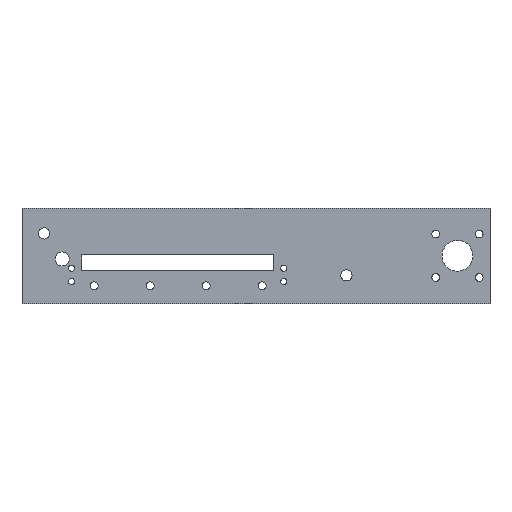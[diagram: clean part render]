
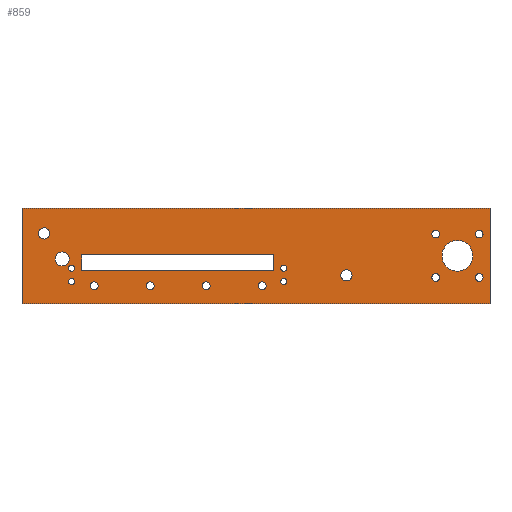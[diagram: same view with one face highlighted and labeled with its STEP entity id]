
A CAD part, top view. The second image highlights one B-rep face of the part: STEP entity #859.
In plain terms, the highlighted planar face has unit normal (0, 0, 1).
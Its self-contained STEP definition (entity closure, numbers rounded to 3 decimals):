
#273 = VERTEX_POINT('',#274);
#274 = CARTESIAN_POINT('',(200.,31.52,3.));
#280 = EDGE_CURVE('',#281,#273,#283,.T.);
#281 = VERTEX_POINT('',#282);
#282 = CARTESIAN_POINT('',(-134.246,31.52,3.));
#283 = LINE('',#284,#285);
#284 = CARTESIAN_POINT('',(100.,31.52,3.));
#285 = VECTOR('',#286,1.);
#286 = DIRECTION('',(1.,0.,0.));
#304 = VERTEX_POINT('',#305);
#305 = CARTESIAN_POINT('',(200.,100.,3.));
#311 = EDGE_CURVE('',#304,#273,#312,.T.);
#312 = LINE('',#313,#314);
#313 = CARTESIAN_POINT('',(200.,100.,3.));
#314 = VECTOR('',#315,1.);
#315 = DIRECTION('',(0.,-1.,0.));
#328 = EDGE_CURVE('',#329,#281,#331,.T.);
#329 = VERTEX_POINT('',#330);
#330 = CARTESIAN_POINT('',(-134.246,100.,3.));
#331 = LINE('',#332,#333);
#332 = CARTESIAN_POINT('',(-134.246,15.76,3.));
#333 = VECTOR('',#334,1.);
#334 = DIRECTION('',(0.,-1.,0.));
#352 = EDGE_CURVE('',#329,#304,#353,.T.);
#353 = LINE('',#354,#355);
#354 = CARTESIAN_POINT('',(-200.,100.,3.));
#355 = VECTOR('',#356,1.);
#356 = DIRECTION('',(1.,0.,0.));
#367 = EDGE_CURVE('',#368,#368,#370,.T.);
#368 = VERTEX_POINT('',#369);
#369 = CARTESIAN_POINT('',(-79.907,44.498,3.));
#370 = CIRCLE('',#371,2.75);
#371 = AXIS2_PLACEMENT_3D('',#372,#373,#374);
#372 = CARTESIAN_POINT('',(-82.657,44.498,3.));
#373 = DIRECTION('',(0.,0.,1.));
#374 = DIRECTION('',(1.,0.,0.));
#394 = VERTEX_POINT('',#395);
#395 = CARTESIAN_POINT('',(-96.604,47.491,3.));
#401 = EDGE_CURVE('',#394,#394,#402,.T.);
#402 = CIRCLE('',#403,2.2);
#403 = AXIS2_PLACEMENT_3D('',#404,#405,#406);
#404 = CARTESIAN_POINT('',(-98.804,47.491,3.));
#405 = DIRECTION('',(0.,0.,-1.));
#406 = DIRECTION('',(1.,0.,0.));
#417 = EDGE_CURVE('',#418,#418,#420,.T.);
#418 = VERTEX_POINT('',#419);
#419 = CARTESIAN_POINT('',(-39.907,44.498,3.));
#420 = CIRCLE('',#421,2.75);
#421 = AXIS2_PLACEMENT_3D('',#422,#423,#424);
#422 = CARTESIAN_POINT('',(-42.657,44.498,3.));
#423 = DIRECTION('',(0.,0.,1.));
#424 = DIRECTION('',(1.,0.,0.));
#442 = EDGE_CURVE('',#443,#443,#445,.T.);
#443 = VERTEX_POINT('',#444);
#444 = CARTESIAN_POINT('',(0.093,44.498,3.));
#445 = CIRCLE('',#446,2.75);
#446 = AXIS2_PLACEMENT_3D('',#447,#448,#449);
#447 = CARTESIAN_POINT('',(-2.657,44.498,3.));
#448 = DIRECTION('',(0.,0.,1.));
#449 = DIRECTION('',(1.,0.,0.));
#469 = VERTEX_POINT('',#470);
#470 = CARTESIAN_POINT('',(-96.604,56.991,3.));
#476 = EDGE_CURVE('',#469,#469,#477,.T.);
#477 = CIRCLE('',#478,2.2);
#478 = AXIS2_PLACEMENT_3D('',#479,#480,#481);
#479 = CARTESIAN_POINT('',(-98.804,56.991,3.));
#480 = DIRECTION('',(0.,0.,-1.));
#481 = DIRECTION('',(1.,0.,0.));
#492 = EDGE_CURVE('',#493,#493,#495,.T.);
#493 = VERTEX_POINT('',#494);
#494 = CARTESIAN_POINT('',(-100.541,63.654,3.));
#495 = CIRCLE('',#496,5.);
#496 = AXIS2_PLACEMENT_3D('',#497,#498,#499);
#497 = CARTESIAN_POINT('',(-105.541,63.654,3.));
#498 = DIRECTION('',(0.,0.,1.));
#499 = DIRECTION('',(1.,0.,0.));
#517 = EDGE_CURVE('',#518,#520,#522,.T.);
#518 = VERTEX_POINT('',#519);
#519 = CARTESIAN_POINT('',(-91.622,55.36,3.));
#520 = VERTEX_POINT('',#521);
#521 = CARTESIAN_POINT('',(-91.622,66.572,3.));
#522 = LINE('',#523,#524);
#523 = CARTESIAN_POINT('',(-91.622,55.36,3.));
#524 = VECTOR('',#525,1.);
#525 = DIRECTION('',(0.,1.,0.));
#548 = EDGE_CURVE('',#549,#518,#551,.T.);
#549 = VERTEX_POINT('',#550);
#550 = CARTESIAN_POINT('',(45.541,55.36,3.));
#551 = LINE('',#552,#553);
#552 = CARTESIAN_POINT('',(45.541,55.36,3.));
#553 = VECTOR('',#554,1.);
#554 = DIRECTION('',(-1.,0.,0.));
#572 = EDGE_CURVE('',#520,#573,#575,.T.);
#573 = VERTEX_POINT('',#574);
#574 = CARTESIAN_POINT('',(45.541,66.572,3.));
#575 = LINE('',#576,#577);
#576 = CARTESIAN_POINT('',(-91.622,66.572,3.));
#577 = VECTOR('',#578,1.);
#578 = DIRECTION('',(1.,0.,0.));
#596 = EDGE_CURVE('',#573,#549,#597,.T.);
#597 = LINE('',#598,#599);
#598 = CARTESIAN_POINT('',(45.541,66.572,3.));
#599 = VECTOR('',#600,1.);
#600 = DIRECTION('',(0.,-1.,0.));
#613 = EDGE_CURVE('',#614,#614,#616,.T.);
#614 = VERTEX_POINT('',#615);
#615 = CARTESIAN_POINT('',(40.093,44.498,3.));
#616 = CIRCLE('',#617,2.75);
#617 = AXIS2_PLACEMENT_3D('',#618,#619,#620);
#618 = CARTESIAN_POINT('',(37.343,44.498,3.));
#619 = DIRECTION('',(0.,0.,1.));
#620 = DIRECTION('',(1.,0.,0.));
#640 = VERTEX_POINT('',#641);
#641 = CARTESIAN_POINT('',(54.896,47.491,3.));
#647 = EDGE_CURVE('',#640,#640,#648,.T.);
#648 = CIRCLE('',#649,2.2);
#649 = AXIS2_PLACEMENT_3D('',#650,#651,#652);
#650 = CARTESIAN_POINT('',(52.696,47.491,3.));
#651 = DIRECTION('',(0.,0.,-1.));
#652 = DIRECTION('',(1.,0.,0.));
#663 = EDGE_CURVE('',#664,#664,#666,.T.);
#664 = VERTEX_POINT('',#665);
#665 = CARTESIAN_POINT('',(101.473,51.955,3.));
#666 = CIRCLE('',#667,4.);
#667 = AXIS2_PLACEMENT_3D('',#668,#669,#670);
#668 = CARTESIAN_POINT('',(97.473,51.955,3.));
#669 = DIRECTION('',(0.,0.,1.));
#670 = DIRECTION('',(1.,0.,0.));
#688 = EDGE_CURVE('',#689,#689,#691,.T.);
#689 = VERTEX_POINT('',#690);
#690 = CARTESIAN_POINT('',(164.014,50.421,3.));
#691 = CIRCLE('',#692,2.75);
#692 = AXIS2_PLACEMENT_3D('',#693,#694,#695);
#693 = CARTESIAN_POINT('',(161.264,50.421,3.));
#694 = DIRECTION('',(0.,0.,1.));
#695 = DIRECTION('',(1.,0.,0.));
#713 = EDGE_CURVE('',#714,#714,#716,.T.);
#714 = VERTEX_POINT('',#715);
#715 = CARTESIAN_POINT('',(195.014,50.421,3.));
#716 = CIRCLE('',#717,2.75);
#717 = AXIS2_PLACEMENT_3D('',#718,#719,#720);
#718 = CARTESIAN_POINT('',(192.264,50.421,3.));
#719 = DIRECTION('',(0.,0.,1.));
#720 = DIRECTION('',(1.,0.,0.));
#740 = VERTEX_POINT('',#741);
#741 = CARTESIAN_POINT('',(54.896,56.991,3.));
#747 = EDGE_CURVE('',#740,#740,#748,.T.);
#748 = CIRCLE('',#749,2.2);
#749 = AXIS2_PLACEMENT_3D('',#750,#751,#752);
#750 = CARTESIAN_POINT('',(52.696,56.991,3.));
#751 = DIRECTION('',(0.,0.,-1.));
#752 = DIRECTION('',(1.,0.,0.));
#763 = EDGE_CURVE('',#764,#764,#766,.T.);
#764 = VERTEX_POINT('',#765);
#765 = CARTESIAN_POINT('',(-114.465,81.863,3.));
#766 = CIRCLE('',#767,4.);
#767 = AXIS2_PLACEMENT_3D('',#768,#769,#770);
#768 = CARTESIAN_POINT('',(-118.465,81.863,3.));
#769 = DIRECTION('',(0.,0.,1.));
#770 = DIRECTION('',(1.,0.,0.));
#788 = EDGE_CURVE('',#789,#789,#791,.T.);
#789 = VERTEX_POINT('',#790);
#790 = CARTESIAN_POINT('',(187.764,65.921,3.));
#791 = CIRCLE('',#792,11.);
#792 = AXIS2_PLACEMENT_3D('',#793,#794,#795);
#793 = CARTESIAN_POINT('',(176.764,65.921,3.));
#794 = DIRECTION('',(0.,0.,1.));
#795 = DIRECTION('',(1.,0.,0.));
#813 = EDGE_CURVE('',#814,#814,#816,.T.);
#814 = VERTEX_POINT('',#815);
#815 = CARTESIAN_POINT('',(164.014,81.421,3.));
#816 = CIRCLE('',#817,2.75);
#817 = AXIS2_PLACEMENT_3D('',#818,#819,#820);
#818 = CARTESIAN_POINT('',(161.264,81.421,3.));
#819 = DIRECTION('',(0.,0.,1.));
#820 = DIRECTION('',(1.,0.,0.));
#838 = EDGE_CURVE('',#839,#839,#841,.T.);
#839 = VERTEX_POINT('',#840);
#840 = CARTESIAN_POINT('',(195.014,81.421,3.));
#841 = CIRCLE('',#842,2.75);
#842 = AXIS2_PLACEMENT_3D('',#843,#844,#845);
#843 = CARTESIAN_POINT('',(192.264,81.421,3.));
#844 = DIRECTION('',(0.,0.,1.));
#845 = DIRECTION('',(1.,0.,0.));
#859 = ADVANCED_FACE('',(#860,#866,#869,#872,#875,#878,#881,#884,#890,
    #893,#896,#899,#902,#905,#908,#911,#914,#917),#920,.T.);
#860 = FACE_BOUND('',#861,.T.);
#861 = EDGE_LOOP('',(#862,#863,#864,#865));
#862 = ORIENTED_EDGE('',*,*,#280,.T.);
#863 = ORIENTED_EDGE('',*,*,#311,.F.);
#864 = ORIENTED_EDGE('',*,*,#352,.F.);
#865 = ORIENTED_EDGE('',*,*,#328,.T.);
#866 = FACE_BOUND('',#867,.T.);
#867 = EDGE_LOOP('',(#868));
#868 = ORIENTED_EDGE('',*,*,#367,.F.);
#869 = FACE_BOUND('',#870,.T.);
#870 = EDGE_LOOP('',(#871));
#871 = ORIENTED_EDGE('',*,*,#401,.T.);
#872 = FACE_BOUND('',#873,.T.);
#873 = EDGE_LOOP('',(#874));
#874 = ORIENTED_EDGE('',*,*,#417,.F.);
#875 = FACE_BOUND('',#876,.T.);
#876 = EDGE_LOOP('',(#877));
#877 = ORIENTED_EDGE('',*,*,#442,.F.);
#878 = FACE_BOUND('',#879,.T.);
#879 = EDGE_LOOP('',(#880));
#880 = ORIENTED_EDGE('',*,*,#476,.T.);
#881 = FACE_BOUND('',#882,.T.);
#882 = EDGE_LOOP('',(#883));
#883 = ORIENTED_EDGE('',*,*,#492,.F.);
#884 = FACE_BOUND('',#885,.T.);
#885 = EDGE_LOOP('',(#886,#887,#888,#889));
#886 = ORIENTED_EDGE('',*,*,#517,.T.);
#887 = ORIENTED_EDGE('',*,*,#572,.T.);
#888 = ORIENTED_EDGE('',*,*,#596,.T.);
#889 = ORIENTED_EDGE('',*,*,#548,.T.);
#890 = FACE_BOUND('',#891,.T.);
#891 = EDGE_LOOP('',(#892));
#892 = ORIENTED_EDGE('',*,*,#613,.F.);
#893 = FACE_BOUND('',#894,.T.);
#894 = EDGE_LOOP('',(#895));
#895 = ORIENTED_EDGE('',*,*,#647,.T.);
#896 = FACE_BOUND('',#897,.T.);
#897 = EDGE_LOOP('',(#898));
#898 = ORIENTED_EDGE('',*,*,#663,.F.);
#899 = FACE_BOUND('',#900,.T.);
#900 = EDGE_LOOP('',(#901));
#901 = ORIENTED_EDGE('',*,*,#688,.F.);
#902 = FACE_BOUND('',#903,.T.);
#903 = EDGE_LOOP('',(#904));
#904 = ORIENTED_EDGE('',*,*,#713,.F.);
#905 = FACE_BOUND('',#906,.T.);
#906 = EDGE_LOOP('',(#907));
#907 = ORIENTED_EDGE('',*,*,#747,.T.);
#908 = FACE_BOUND('',#909,.T.);
#909 = EDGE_LOOP('',(#910));
#910 = ORIENTED_EDGE('',*,*,#763,.F.);
#911 = FACE_BOUND('',#912,.T.);
#912 = EDGE_LOOP('',(#913));
#913 = ORIENTED_EDGE('',*,*,#788,.F.);
#914 = FACE_BOUND('',#915,.T.);
#915 = EDGE_LOOP('',(#916));
#916 = ORIENTED_EDGE('',*,*,#813,.F.);
#917 = FACE_BOUND('',#918,.T.);
#918 = EDGE_LOOP('',(#919));
#919 = ORIENTED_EDGE('',*,*,#838,.F.);
#920 = PLANE('',#921);
#921 = AXIS2_PLACEMENT_3D('',#922,#923,#924);
#922 = CARTESIAN_POINT('',(0.,0.,3.));
#923 = DIRECTION('',(0.,0.,1.));
#924 = DIRECTION('',(1.,0.,0.));
